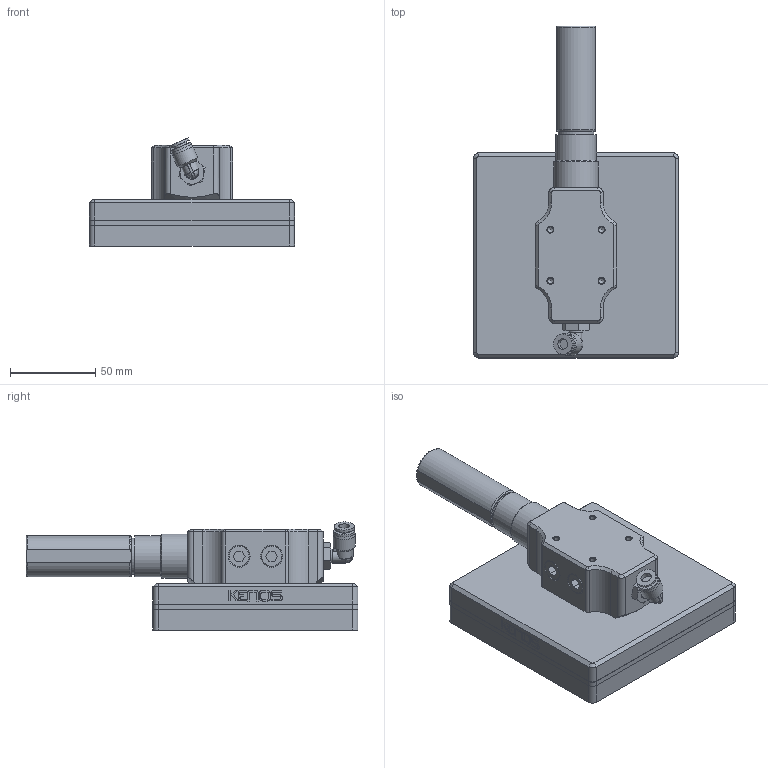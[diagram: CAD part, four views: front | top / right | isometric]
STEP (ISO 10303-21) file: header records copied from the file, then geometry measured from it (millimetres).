
FILE_DESCRIPTION(/* description */ ('Unknown'),/* implementation_level */ '2;1');
FILE_NAME(/* name */ 'KFG_A04_B01_C01_DXX_E13_F13',/* time_stamp */ '2022-10-07T09:44:10+02:00',/* author */ ('Unknown'),/* organization */ ('Unknown'),/* preprocessor_version */ 'ST-DEVELOPER v16.7',/* originating_system */ 'DEX',/* authorisation */ $);
FILE_SCHEMA (('AUTOMOTIVE_DESIGN {1 0 10303 214 3 1 1}'));
Length unit declared in the file: millimetre
Products named in the file (13): KFG_A04_B01_C01_DXX_E13_F13; A04_body_square_120; Plugg; B01_2_stage_ejector; C01_air_connection_6mm; E13_square_120_FR; DXX_blank; F13_square_120_12mm
Assembly tree (15 placements, depth 3):
  KFG_A04_B01_C01_DXX_E13_F13
    A04_body_square_120
      A04_body_square_120
      Plugg  x4
    B01_2_stage_ejector
      B01_2_stage_ejector
    C01_air_connection_6mm
      C01_air_connection_6mm
    E13_square_120_FR
      E13_square_120_FR
    DXX_blank
    F13_square_120_12mm
      F13_square_120_12mm
Bounding box: 120 x 194.2 x 63.24 mm (x, y, z)
Volume: 525632.9 mm3; surface area: 126778.7 mm2
Topology: 9 solids, 13 shells, 578 faces, 1466 edges, 955 vertices
Faces by surface type: plane 249, bspline 180, cone 77, cylinder 66, torus 4, sphere 2
Full cylindrical faces by diameter (mm): 2.5 x4, 3.3 x4, 3.4 x4, 6.2 x1, 7.161 x4, 7.9 x1, 8.2 x1, 11 x1, 11.445 x4, 11.8 x3, 11.9 x1, 12.5 x1, 13 x1, 21 x1, 24 x1, 25.2 x1, 26 x1
Entity records: 20811 total; most frequent: CARTESIAN_POINT 5969, ORIENTED_EDGE 2550, DIRECTION 1776, EDGE_CURVE 1275, VERTEX_POINT 869, LINE 676, VECTOR 676, FACE_BOUND 626
